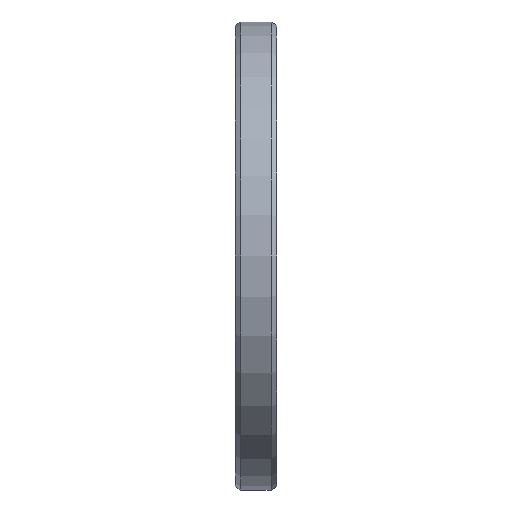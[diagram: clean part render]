
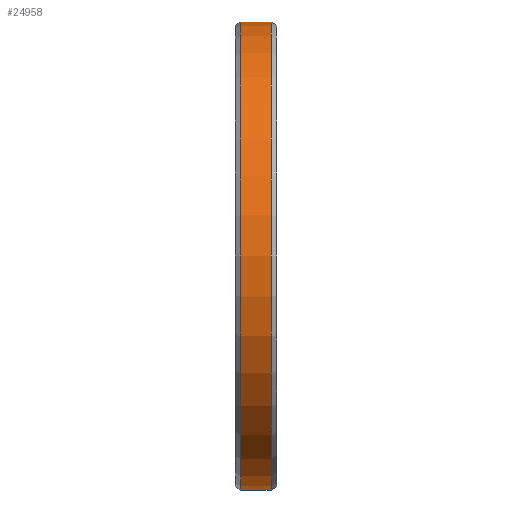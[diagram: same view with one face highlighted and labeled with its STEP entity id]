
A CAD part, left-side view. The second image highlights one B-rep face of the part: STEP entity #24958.
In plain terms, the highlighted cylindrical face has radius 85 mm (diameter 170 mm), a partial arc.
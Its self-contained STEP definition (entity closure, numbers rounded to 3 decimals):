
#23988=CARTESIAN_POINT('',(0.,-5.5,0.));
#23989=DIRECTION('',(0.,1.,0.));
#23990=DIRECTION('',(0.,0.,-1.));
#23991=AXIS2_PLACEMENT_3D('',#23988,#23989,#23990);
#23996=DIRECTION('',(0.,1.,0.));
#23997=VECTOR('',#23996,11.);
#23998=CARTESIAN_POINT('',(0.,-5.5,-85.));
#23999=LINE('',#23998,#23997);
#24011=DIRECTION('',(0.,1.,0.));
#24012=VECTOR('',#24011,11.);
#24013=CARTESIAN_POINT('',(0.,-5.5,85.));
#24014=LINE('',#24013,#24012);
#24040=CARTESIAN_POINT('',(0.,5.5,0.));
#24041=DIRECTION('',(0.,1.,0.));
#24042=DIRECTION('',(0.,0.,-1.));
#24043=AXIS2_PLACEMENT_3D('',#24040,#24041,#24042);
#24407=CARTESIAN_POINT('',(0.,-5.5,-85.));
#24409=VERTEX_POINT('',#24407);
#24410=CARTESIAN_POINT('',(0.,5.5,-85.));
#24411=VERTEX_POINT('',#24410);
#24447=CARTESIAN_POINT('',(0.,-5.5,85.));
#24449=VERTEX_POINT('',#24447);
#24450=CARTESIAN_POINT('',(0.,5.5,85.));
#24451=VERTEX_POINT('',#24450);
#24944=CARTESIAN_POINT('',(0.,-8.25,0.));
#24945=DIRECTION('',(0.,1.,0.));
#24946=DIRECTION('',(0.,0.,-1.));
#24947=AXIS2_PLACEMENT_3D('',#24944,#24945,#24946);
#24948=CYLINDRICAL_SURFACE('',#24947,85.);
#24950=ORIENTED_EDGE('',*,*,#24949,.T.);
#24952=ORIENTED_EDGE('',*,*,#24951,.T.);
#24954=ORIENTED_EDGE('',*,*,#24953,.F.);
#24955=ORIENTED_EDGE('',*,*,#24930,.F.);
#24956=EDGE_LOOP('',(#24950,#24952,#24954,#24955));
#24957=FACE_OUTER_BOUND('',#24956,.F.);
#23992=CIRCLE('',#23991,85.);
#24044=CIRCLE('',#24043,85.);
#24930=EDGE_CURVE('',#24409,#24449,#23992,.T.);
#24949=EDGE_CURVE('',#24409,#24411,#23999,.T.);
#24951=EDGE_CURVE('',#24411,#24451,#24044,.T.);
#24953=EDGE_CURVE('',#24449,#24451,#24014,.T.);
#24958=ADVANCED_FACE('',(#24957),#24948,.T.);
